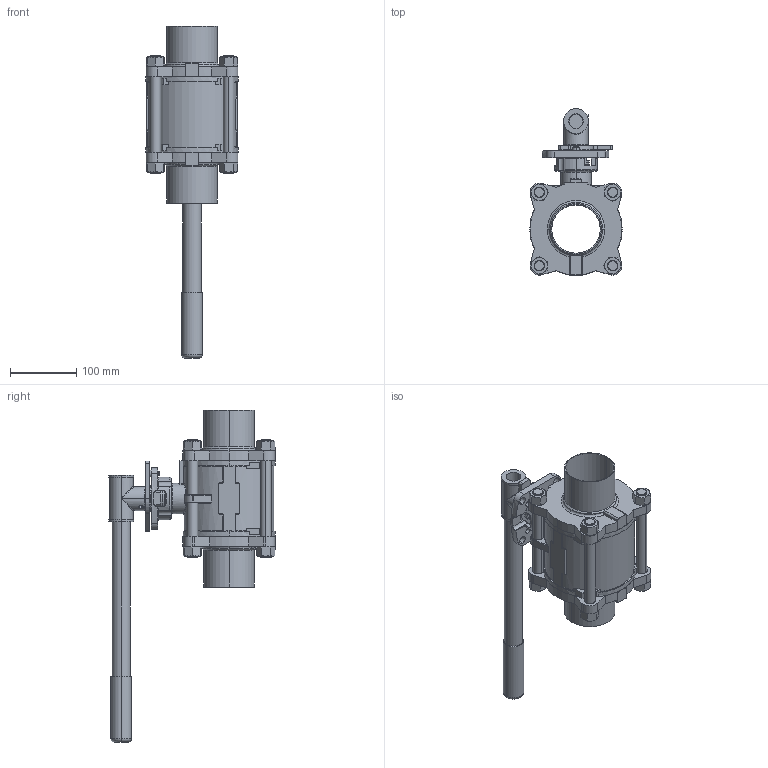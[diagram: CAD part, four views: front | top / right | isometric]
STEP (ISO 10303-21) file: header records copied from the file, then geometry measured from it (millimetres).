
FILE_DESCRIPTION (( 'STEP AP203' ), '1' );
FILE_NAME ('77-DA-0300-PXX.STEP', '2011-12-19T21:15:34', ( 'david-office' ), ( 'A-T Controls, Inc' ), 'SwSTEP 2.0', 'SolidWorks 2011', '' );
FILE_SCHEMA (( 'CONFIG_CONTROL_DESIGN' ));
Length unit declared in the file: inch
Products named in the file (10): 77-XX-0300-XXX BODY; 77-DA-0300-XXX TUBE END; 77-XX-0300-XXX STEM; M22 Jamnut; M22_FlatWasher; 77-XX-0300-XXX TIE ROD; B18.2.4.1M - Hex nut, Style 1,  M16 x 2 --D-N_B18.2.4.1M - Hex nut, Style 1,  M16 x 2 --D-N; B18.3.1M - 6 x 1.0 x 12 Hex SHCS -- 12NHX_B18.3.1M - 6 x 1.0 x 12 Hex SHCS -- 12NHX; 77-XX-0300-XXX HANDLE; 77-DA-0300-PXX
Assembly tree (21 placements, depth 2):
  77-DA-0300-PXX
    B18.2.4.1M - Hex nut, Style 1,  M16 x 2 --D-N_B18.2.4.1M - Hex nut, Style 1,  M16 x 2 --D-N  x8
    77-XX-0300-XXX BODY
    77-DA-0300-XXX TUBE END  x2
    77-XX-0300-XXX TIE ROD  x4
    M22_FlatWasher  x2
    B18.3.1M - 6 x 1.0 x 12 Hex SHCS -- 12NHX_B18.3.1M - 6 x 1.0 x 12 Hex SHCS -- 12NHX
    M22 Jamnut
    77-XX-0300-XXX HANDLE
    77-XX-0300-XXX STEM
Bounding box: 138.81 x 250.61 x 500.06 mm (x, y, z)
Volume: 1688400 mm3; surface area: 435482 mm2
Topology: 21 solids, 21 shells, 1028 faces, 2460 edges, 1443 vertices
Faces by surface type: cylinder 366, plane 293, cone 154, torus 103, bspline 80, sphere 32
Entity records: 27473 total; most frequent: CARTESIAN_POINT 9096, DIRECTION 3689, ORIENTED_EDGE 3526, EDGE_CURVE 1763, AXIS2_PLACEMENT_3D 1487, VERTEX_POINT 1052, CIRCLE 807, EDGE_LOOP 795
